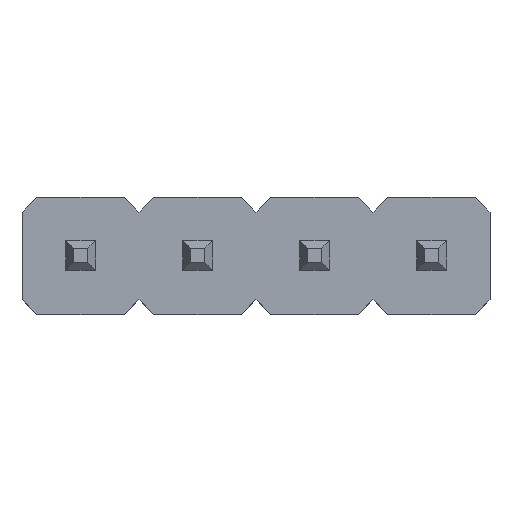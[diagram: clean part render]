
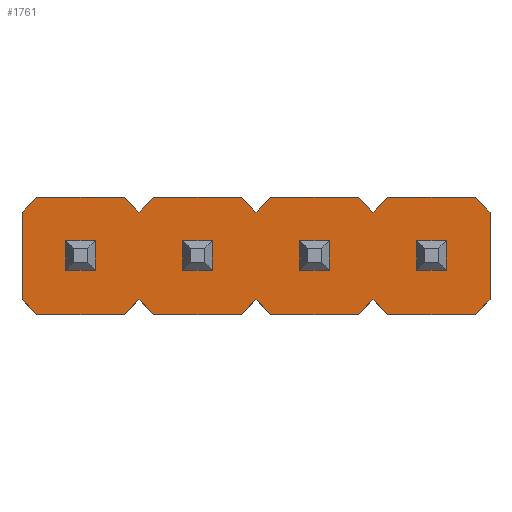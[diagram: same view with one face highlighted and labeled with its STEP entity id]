
A CAD part, top view. The second image highlights one B-rep face of the part: STEP entity #1761.
In plain terms, the highlighted planar face has unit normal (0, 0, 1).
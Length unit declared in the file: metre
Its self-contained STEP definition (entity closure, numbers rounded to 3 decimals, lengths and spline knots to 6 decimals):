
#288=ORIENTED_EDGE('',*,*,#638,.T.);
#289=ORIENTED_EDGE('',*,*,#644,.T.);
#290=ORIENTED_EDGE('',*,*,#640,.T.);
#291=ORIENTED_EDGE('',*,*,#645,.T.);
#292=ORIENTED_EDGE('',*,*,#646,.T.);
#293=ORIENTED_EDGE('',*,*,#647,.T.);
#294=ORIENTED_EDGE('',*,*,#648,.T.);
#295=ORIENTED_EDGE('',*,*,#649,.T.);
#296=ORIENTED_EDGE('',*,*,#650,.T.);
#297=ORIENTED_EDGE('',*,*,#651,.T.);
#298=ORIENTED_EDGE('',*,*,#652,.T.);
#299=ORIENTED_EDGE('',*,*,#653,.T.);
#300=ORIENTED_EDGE('',*,*,#654,.T.);
#301=ORIENTED_EDGE('',*,*,#655,.F.);
#302=ORIENTED_EDGE('',*,*,#656,.T.);
#303=ORIENTED_EDGE('',*,*,#657,.F.);
#304=ORIENTED_EDGE('',*,*,#658,.T.);
#305=ORIENTED_EDGE('',*,*,#659,.T.);
#306=ORIENTED_EDGE('',*,*,#660,.F.);
#307=ORIENTED_EDGE('',*,*,#661,.T.);
#308=ORIENTED_EDGE('',*,*,#662,.T.);
#309=ORIENTED_EDGE('',*,*,#663,.F.);
#310=ORIENTED_EDGE('',*,*,#664,.T.);
#311=ORIENTED_EDGE('',*,*,#665,.T.);
#312=ORIENTED_EDGE('',*,*,#632,.F.);
#313=ORIENTED_EDGE('',*,*,#666,.T.);
#632=EDGE_CURVE('',#822,#823,#1018,.T.);
#638=EDGE_CURVE('',#829,#828,#1024,.T.);
#640=EDGE_CURVE('',#830,#831,#1026,.T.);
#644=EDGE_CURVE('',#828,#830,#1030,.F.);
#645=EDGE_CURVE('',#831,#834,#1031,.T.);
#646=EDGE_CURVE('',#834,#835,#1032,.F.);
#647=EDGE_CURVE('',#835,#836,#1033,.T.);
#648=EDGE_CURVE('',#836,#837,#1034,.T.);
#649=EDGE_CURVE('',#837,#838,#1035,.F.);
#650=EDGE_CURVE('',#838,#839,#1036,.T.);
#651=EDGE_CURVE('',#839,#840,#1037,.T.);
#652=EDGE_CURVE('',#840,#841,#1038,.F.);
#653=EDGE_CURVE('',#841,#842,#1039,.T.);
#654=EDGE_CURVE('',#842,#843,#1040,.T.);
#655=EDGE_CURVE('',#844,#843,#1041,.T.);
#656=EDGE_CURVE('',#844,#845,#1042,.F.);
#657=EDGE_CURVE('',#846,#845,#1043,.T.);
#658=EDGE_CURVE('',#846,#847,#1044,.T.);
#659=EDGE_CURVE('',#847,#848,#1045,.F.);
#660=EDGE_CURVE('',#849,#848,#1046,.T.);
#661=EDGE_CURVE('',#849,#850,#1047,.T.);
#662=EDGE_CURVE('',#850,#851,#1048,.F.);
#663=EDGE_CURVE('',#852,#851,#1049,.T.);
#664=EDGE_CURVE('',#852,#853,#1050,.T.);
#665=EDGE_CURVE('',#853,#823,#1051,.F.);
#666=EDGE_CURVE('',#822,#829,#1052,.T.);
#822=VERTEX_POINT('',#2758);
#823=VERTEX_POINT('',#2759);
#828=VERTEX_POINT('',#2770);
#829=VERTEX_POINT('',#2772);
#830=VERTEX_POINT('',#2776);
#831=VERTEX_POINT('',#2777);
#834=VERTEX_POINT('',#2786);
#835=VERTEX_POINT('',#2788);
#836=VERTEX_POINT('',#2790);
#837=VERTEX_POINT('',#2792);
#838=VERTEX_POINT('',#2794);
#839=VERTEX_POINT('',#2796);
#840=VERTEX_POINT('',#2798);
#841=VERTEX_POINT('',#2800);
#842=VERTEX_POINT('',#2802);
#843=VERTEX_POINT('',#2804);
#844=VERTEX_POINT('',#2806);
#845=VERTEX_POINT('',#2808);
#846=VERTEX_POINT('',#2810);
#847=VERTEX_POINT('',#2812);
#848=VERTEX_POINT('',#2814);
#849=VERTEX_POINT('',#2816);
#850=VERTEX_POINT('',#2818);
#851=VERTEX_POINT('',#2820);
#852=VERTEX_POINT('',#2822);
#853=VERTEX_POINT('',#2824);
#1018=LINE('',#2757,#1256);
#1024=LINE('',#2771,#1262);
#1026=LINE('',#2775,#1264);
#1030=LINE('',#2784,#1268);
#1031=LINE('',#2785,#1269);
#1032=LINE('',#2787,#1270);
#1033=LINE('',#2789,#1271);
#1034=LINE('',#2791,#1272);
#1035=LINE('',#2793,#1273);
#1036=LINE('',#2795,#1274);
#1037=LINE('',#2797,#1275);
#1038=LINE('',#2799,#1276);
#1039=LINE('',#2801,#1277);
#1040=LINE('',#2803,#1278);
#1041=LINE('',#2805,#1279);
#1042=LINE('',#2807,#1280);
#1043=LINE('',#2809,#1281);
#1044=LINE('',#2811,#1282);
#1045=LINE('',#2813,#1283);
#1046=LINE('',#2815,#1284);
#1047=LINE('',#2817,#1285);
#1048=LINE('',#2819,#1286);
#1049=LINE('',#2821,#1287);
#1050=LINE('',#2823,#1288);
#1051=LINE('',#2825,#1289);
#1052=LINE('',#2826,#1290);
#1256=VECTOR('',#2281,1.);
#1262=VECTOR('',#2289,1.);
#1264=VECTOR('',#2293,1.);
#1268=VECTOR('',#2299,1.);
#1269=VECTOR('',#2300,1.);
#1270=VECTOR('',#2301,1.);
#1271=VECTOR('',#2302,1.);
#1272=VECTOR('',#2303,1.);
#1273=VECTOR('',#2304,1.);
#1274=VECTOR('',#2305,1.);
#1275=VECTOR('',#2306,1.);
#1276=VECTOR('',#2307,1.);
#1277=VECTOR('',#2308,1.);
#1278=VECTOR('',#2309,1.);
#1279=VECTOR('',#2310,1.);
#1280=VECTOR('',#2311,1.);
#1281=VECTOR('',#2312,1.);
#1282=VECTOR('',#2313,1.);
#1283=VECTOR('',#2314,1.);
#1284=VECTOR('',#2315,1.);
#1285=VECTOR('',#2316,1.);
#1286=VECTOR('',#2317,1.);
#1287=VECTOR('',#2318,1.);
#1288=VECTOR('',#2319,1.);
#1289=VECTOR('',#2320,1.);
#1290=VECTOR('',#2321,1.);
#1437=EDGE_LOOP('',(#288,#289,#290,#291,#292,#293,#294,#295,#296,#297,#298,
#299,#300,#301,#302,#303,#304,#305,#306,#307,#308,#309,#310,#311,#312,#313));
#1545=FACE_BOUND('',#1437,.T.);
#1653=PLANE('',#1978);
#1761=ADVANCED_FACE('',(#1545),#1653,.T.);
#1978=AXIS2_PLACEMENT_3D('',#2783,#2297,#2298);
#2281=DIRECTION('',(1.,0.,0.));
#2289=DIRECTION('',(0.,-1.,0.));
#2293=DIRECTION('',(1.,0.,0.));
#2297=DIRECTION('',(0.,0.,1.));
#2298=DIRECTION('',(1.,0.,0.));
#2299=DIRECTION('',(-0.707,0.707,0.));
#2300=DIRECTION('',(0.707,0.707,0.));
#2301=DIRECTION('',(-0.707,0.707,0.));
#2302=DIRECTION('',(1.,0.,0.));
#2303=DIRECTION('',(0.707,0.707,0.));
#2304=DIRECTION('',(-0.707,0.707,0.));
#2305=DIRECTION('',(1.,0.,0.));
#2306=DIRECTION('',(0.707,0.707,0.));
#2307=DIRECTION('',(-0.707,0.707,0.));
#2308=DIRECTION('',(1.,0.,0.));
#2309=DIRECTION('',(0.707,0.707,0.));
#2310=DIRECTION('',(0.,-1.,0.));
#2311=DIRECTION('',(0.707,-0.707,0.));
#2312=DIRECTION('',(1.,0.,0.));
#2313=DIRECTION('',(-0.707,-0.707,0.));
#2314=DIRECTION('',(0.707,-0.707,0.));
#2315=DIRECTION('',(1.,0.,0.));
#2316=DIRECTION('',(-0.707,-0.707,0.));
#2317=DIRECTION('',(0.707,-0.707,0.));
#2318=DIRECTION('',(1.,0.,0.));
#2319=DIRECTION('',(-0.707,-0.707,0.));
#2320=DIRECTION('',(0.707,-0.707,0.));
#2321=DIRECTION('',(-0.707,-0.707,0.));
#2757=CARTESIAN_POINT('',(0.,0.00127,0.0025));
#2758=CARTESIAN_POINT('',(-0.00095,0.00127,0.0025));
#2759=CARTESIAN_POINT('',(0.00095,0.00127,0.0025));
#2770=CARTESIAN_POINT('',(-0.00127,-0.00095,0.0025));
#2771=CARTESIAN_POINT('',(-0.00127,0.,0.0025));
#2772=CARTESIAN_POINT('',(-0.00127,0.00095,0.0025));
#2775=CARTESIAN_POINT('',(0.,-0.00127,0.0025));
#2776=CARTESIAN_POINT('',(-0.00095,-0.00127,0.0025));
#2777=CARTESIAN_POINT('',(0.00095,-0.00127,0.0025));
#2783=CARTESIAN_POINT('',(0.,0.,0.0025));
#2784=CARTESIAN_POINT('',(-0.00111,-0.00111,0.0025));
#2785=CARTESIAN_POINT('',(0.00111,-0.00111,0.0025));
#2786=CARTESIAN_POINT('',(0.00127,-0.00095,0.0025));
#2787=CARTESIAN_POINT('',(0.00143,-0.00111,0.0025));
#2788=CARTESIAN_POINT('',(0.00159,-0.00127,0.0025));
#2789=CARTESIAN_POINT('',(0.00254,-0.00127,0.0025));
#2790=CARTESIAN_POINT('',(0.00349,-0.00127,0.0025));
#2791=CARTESIAN_POINT('',(0.00365,-0.00111,0.0025));
#2792=CARTESIAN_POINT('',(0.00381,-0.00095,0.0025));
#2793=CARTESIAN_POINT('',(0.00397,-0.00111,0.0025));
#2794=CARTESIAN_POINT('',(0.00413,-0.00127,0.0025));
#2795=CARTESIAN_POINT('',(0.00508,-0.00127,0.0025));
#2796=CARTESIAN_POINT('',(0.00603,-0.00127,0.0025));
#2797=CARTESIAN_POINT('',(0.00619,-0.00111,0.0025));
#2798=CARTESIAN_POINT('',(0.00635,-0.00095,0.0025));
#2799=CARTESIAN_POINT('',(0.00651,-0.00111,0.0025));
#2800=CARTESIAN_POINT('',(0.00667,-0.00127,0.0025));
#2801=CARTESIAN_POINT('',(0.00762,-0.00127,0.0025));
#2802=CARTESIAN_POINT('',(0.00857,-0.00127,0.0025));
#2803=CARTESIAN_POINT('',(0.00873,-0.00111,0.0025));
#2804=CARTESIAN_POINT('',(0.00889,-0.00095,0.0025));
#2805=CARTESIAN_POINT('',(0.00889,0.,0.0025));
#2806=CARTESIAN_POINT('',(0.00889,0.00095,0.0025));
#2807=CARTESIAN_POINT('',(0.00873,0.00111,0.0025));
#2808=CARTESIAN_POINT('',(0.00857,0.00127,0.0025));
#2809=CARTESIAN_POINT('',(0.00762,0.00127,0.0025));
#2810=CARTESIAN_POINT('',(0.00667,0.00127,0.0025));
#2811=CARTESIAN_POINT('',(0.00651,0.00111,0.0025));
#2812=CARTESIAN_POINT('',(0.00635,0.00095,0.0025));
#2813=CARTESIAN_POINT('',(0.00619,0.00111,0.0025));
#2814=CARTESIAN_POINT('',(0.00603,0.00127,0.0025));
#2815=CARTESIAN_POINT('',(0.00508,0.00127,0.0025));
#2816=CARTESIAN_POINT('',(0.00413,0.00127,0.0025));
#2817=CARTESIAN_POINT('',(0.00397,0.00111,0.0025));
#2818=CARTESIAN_POINT('',(0.00381,0.00095,0.0025));
#2819=CARTESIAN_POINT('',(0.00365,0.00111,0.0025));
#2820=CARTESIAN_POINT('',(0.00349,0.00127,0.0025));
#2821=CARTESIAN_POINT('',(0.00254,0.00127,0.0025));
#2822=CARTESIAN_POINT('',(0.00159,0.00127,0.0025));
#2823=CARTESIAN_POINT('',(0.00143,0.00111,0.0025));
#2824=CARTESIAN_POINT('',(0.00127,0.00095,0.0025));
#2825=CARTESIAN_POINT('',(0.00111,0.00111,0.0025));
#2826=CARTESIAN_POINT('',(-0.00111,0.00111,0.0025));
